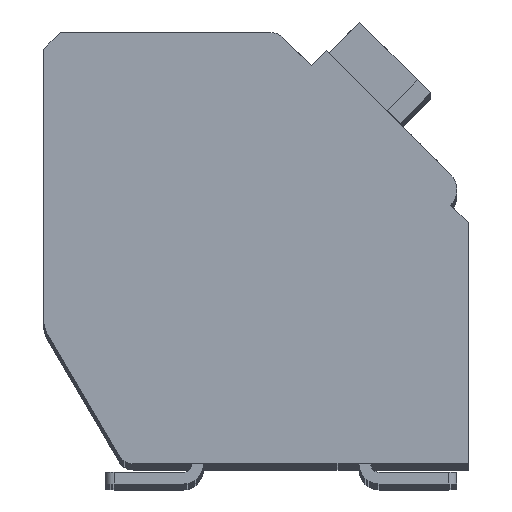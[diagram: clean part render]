
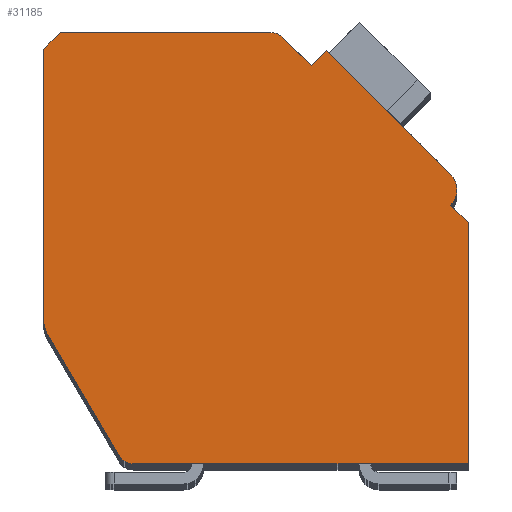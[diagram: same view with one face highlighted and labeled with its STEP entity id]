
A CAD part, top view. The second image highlights one B-rep face of the part: STEP entity #31185.
In plain terms, the highlighted planar face has unit normal (0, 0, 1).
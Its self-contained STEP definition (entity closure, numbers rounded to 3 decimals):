
#1131=DIRECTION('',(0.,-1.,0.));
#1132=VECTOR('',#1131,8.053);
#1133=CARTESIAN_POINT('',(-12.7,12.4,2.1));
#1134=LINE('',#1133,#1132);
#1135=DIRECTION('',(-0.707,-0.707,0.));
#1136=VECTOR('',#1135,0.707);
#1137=CARTESIAN_POINT('',(-12.2,12.9,2.1));
#1138=LINE('',#1137,#1136);
#1139=DIRECTION('',(-1.,0.,0.));
#1140=VECTOR('',#1139,6.298);
#1141=CARTESIAN_POINT('',(-5.902,12.9,2.1));
#1142=LINE('',#1141,#1140);
#1143=CARTESIAN_POINT('',(-5.902,12.4,2.1));
#1144=DIRECTION('',(0.,0.,1.));
#1145=DIRECTION('',(0.707,0.707,0.));
#1146=AXIS2_PLACEMENT_3D('',#1143,#1144,#1145);
#1148=DIRECTION('',(-0.707,0.707,0.));
#1149=VECTOR('',#1148,1.197);
#1150=CARTESIAN_POINT('',(-4.702,11.907,2.1));
#1151=LINE('',#1150,#1149);
#1152=DIRECTION('',(-0.707,-0.707,0.));
#1153=VECTOR('',#1152,0.65);
#1154=CARTESIAN_POINT('',(-4.243,12.367,2.1));
#1155=LINE('',#1154,#1153);
#1156=DIRECTION('',(-0.707,0.707,0.));
#1157=VECTOR('',#1156,5.25);
#1158=CARTESIAN_POINT('',(-0.53,8.655,2.1));
#1159=LINE('',#1158,#1157);
#1160=CARTESIAN_POINT('',(-0.99,8.195,2.1));
#1161=DIRECTION('',(0.,0.,1.));
#1162=DIRECTION('',(0.707,-0.707,0.));
#1163=AXIS2_PLACEMENT_3D('',#1160,#1161,#1162);
#1165=DIRECTION('',(-0.707,0.707,0.));
#1166=VECTOR('',#1165,0.75);
#1167=CARTESIAN_POINT('',(0.,7.205,2.1));
#1168=LINE('',#1167,#1166);
#1169=DIRECTION('',(0.,1.,0.));
#1170=VECTOR('',#1169,7.205);
#1171=CARTESIAN_POINT('',(0.,0.,2.1));
#1172=LINE('',#1171,#1170);
#1173=DIRECTION('',(1.,0.,0.));
#1174=VECTOR('',#1173,10.014);
#1175=CARTESIAN_POINT('',(-10.014,0.,2.1));
#1176=LINE('',#1175,#1174);
#1177=CARTESIAN_POINT('',(-10.014,0.5,2.1));
#1178=DIRECTION('',(0.,0.,1.));
#1179=DIRECTION('',(-0.862,-0.508,0.));
#1180=AXIS2_PLACEMENT_3D('',#1177,#1178,#1179);
#1182=DIRECTION('',(0.508,-0.862,0.));
#1183=VECTOR('',#1182,4.17);
#1184=CARTESIAN_POINT('',(-12.562,3.839,2.1));
#1185=LINE('',#1184,#1183);
#1186=CARTESIAN_POINT('',(-11.7,4.347,2.1));
#1187=DIRECTION('',(0.,0.,1.));
#1188=DIRECTION('',(-1.,0.,0.));
#1189=AXIS2_PLACEMENT_3D('',#1186,#1187,#1188);
#23085=CARTESIAN_POINT('',(-12.7,12.4,2.1));
#23086=CARTESIAN_POINT('',(-12.7,4.347,2.1));
#23087=VERTEX_POINT('',#23085);
#23088=VERTEX_POINT('',#23086);
#23089=CARTESIAN_POINT('',(-12.562,3.839,2.1));
#23090=VERTEX_POINT('',#23089);
#23091=CARTESIAN_POINT('',(-10.445,0.246,2.1));
#23092=VERTEX_POINT('',#23091);
#23093=CARTESIAN_POINT('',(-10.014,0.,2.1));
#23094=VERTEX_POINT('',#23093);
#23095=CARTESIAN_POINT('',(0.,0.,2.1));
#23096=VERTEX_POINT('',#23095);
#23097=CARTESIAN_POINT('',(0.,7.205,2.1));
#23098=VERTEX_POINT('',#23097);
#23099=CARTESIAN_POINT('',(-0.53,7.735,2.1));
#23100=VERTEX_POINT('',#23099);
#23101=CARTESIAN_POINT('',(-0.53,8.655,2.1));
#23102=VERTEX_POINT('',#23101);
#23103=CARTESIAN_POINT('',(-4.243,12.367,2.1));
#23104=VERTEX_POINT('',#23103);
#23105=CARTESIAN_POINT('',(-4.702,11.907,2.1));
#23106=VERTEX_POINT('',#23105);
#23107=CARTESIAN_POINT('',(-5.548,12.754,2.1));
#23108=VERTEX_POINT('',#23107);
#23109=CARTESIAN_POINT('',(-5.902,12.9,2.1));
#23110=VERTEX_POINT('',#23109);
#23111=CARTESIAN_POINT('',(-12.2,12.9,2.1));
#23112=VERTEX_POINT('',#23111);
#31153=CARTESIAN_POINT('',(0.,0.,2.1));
#31154=DIRECTION('',(0.,0.,1.));
#31155=DIRECTION('',(1.,0.,0.));
#31156=AXIS2_PLACEMENT_3D('',#31153,#31154,#31155);
#31157=PLANE('',#31156);
#31158=ORIENTED_EDGE('',*,*,#30130,.F.);
#31160=ORIENTED_EDGE('',*,*,#31159,.F.);
#31162=ORIENTED_EDGE('',*,*,#31161,.F.);
#31164=ORIENTED_EDGE('',*,*,#31163,.F.);
#31166=ORIENTED_EDGE('',*,*,#31165,.F.);
#31168=ORIENTED_EDGE('',*,*,#31167,.F.);
#31170=ORIENTED_EDGE('',*,*,#31169,.F.);
#31172=ORIENTED_EDGE('',*,*,#31171,.F.);
#31174=ORIENTED_EDGE('',*,*,#31173,.F.);
#31176=ORIENTED_EDGE('',*,*,#31175,.F.);
#31178=ORIENTED_EDGE('',*,*,#31177,.F.);
#31180=ORIENTED_EDGE('',*,*,#31179,.F.);
#31181=ORIENTED_EDGE('',*,*,#30673,.F.);
#31182=ORIENTED_EDGE('',*,*,#30326,.F.);
#31183=EDGE_LOOP('',(#31158,#31160,#31162,#31164,#31166,#31168,#31170,#31172,
#31174,#31176,#31178,#31180,#31181,#31182));
#31184=FACE_OUTER_BOUND('',#31183,.F.);
#1147=CIRCLE('',#1146,0.5);
#1164=CIRCLE('',#1163,0.65);
#1181=CIRCLE('',#1180,0.5);
#1190=CIRCLE('',#1189,1.);
#30130=EDGE_CURVE('',#23087,#23088,#1134,.T.);
#30326=EDGE_CURVE('',#23088,#23090,#1190,.T.);
#30673=EDGE_CURVE('',#23090,#23092,#1185,.T.);
#31159=EDGE_CURVE('',#23112,#23087,#1138,.T.);
#31161=EDGE_CURVE('',#23110,#23112,#1142,.T.);
#31163=EDGE_CURVE('',#23108,#23110,#1147,.T.);
#31165=EDGE_CURVE('',#23106,#23108,#1151,.T.);
#31167=EDGE_CURVE('',#23104,#23106,#1155,.T.);
#31169=EDGE_CURVE('',#23102,#23104,#1159,.T.);
#31171=EDGE_CURVE('',#23100,#23102,#1164,.T.);
#31173=EDGE_CURVE('',#23098,#23100,#1168,.T.);
#31175=EDGE_CURVE('',#23096,#23098,#1172,.T.);
#31177=EDGE_CURVE('',#23094,#23096,#1176,.T.);
#31179=EDGE_CURVE('',#23092,#23094,#1181,.T.);
#31185=ADVANCED_FACE('',(#31184),#31157,.T.);
